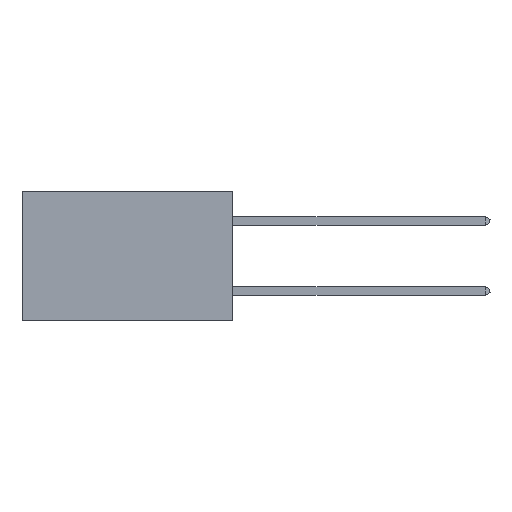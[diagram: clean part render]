
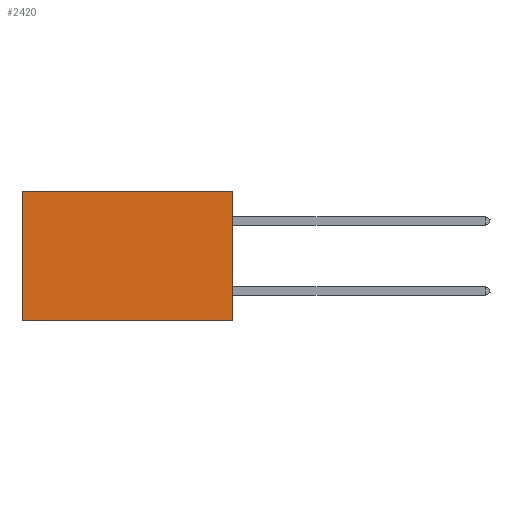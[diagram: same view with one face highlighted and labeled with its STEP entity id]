
A CAD part, left-side view. The second image highlights one B-rep face of the part: STEP entity #2420.
In plain terms, the highlighted planar face has unit normal (-1, 0, 0).
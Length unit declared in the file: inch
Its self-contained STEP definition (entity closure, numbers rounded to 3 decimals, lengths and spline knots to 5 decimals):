
#1364 = LINE ( 'NONE', #29300, #3127 ) ;
#2221 = VECTOR ( 'NONE', #22197, 39.37008 ) ;
#2420 = ADVANCED_FACE ( 'NONE', ( #32332 ), #32807, .F. ) ;
#3127 = VECTOR ( 'NONE', #29070, 39.37008 ) ;
#4950 = EDGE_CURVE ( 'NONE', #18132, #18430, #15736, .T. ) ;
#4997 = DIRECTION ( 'NONE',  ( 1., 0., 0. ) ) ;
#7263 = VERTEX_POINT ( 'NONE', #14395 ) ;
#10752 = CARTESIAN_POINT ( 'NONE',  ( 0.2875, 0.6, -0.37 ) ) ;
#14362 = VECTOR ( 'NONE', #15341, 39.37008 ) ;
#14395 = CARTESIAN_POINT ( 'NONE',  ( 0.2875, 0., -0.37 ) ) ;
#14419 = EDGE_LOOP ( 'NONE', ( #20013, #33714, #29730, #28271 ) ) ;
#15217 = DIRECTION ( 'NONE',  ( 0., 0., -1. ) ) ;
#15341 = DIRECTION ( 'NONE',  ( 0., 1., 0. ) ) ;
#15553 = VERTEX_POINT ( 'NONE', #26613 ) ;
#15602 = EDGE_CURVE ( 'NONE', #7263, #18430, #24346, .T. ) ;
#15736 = LINE ( 'NONE', #30310, #2221 ) ;
#18125 = AXIS2_PLACEMENT_3D ( 'NONE', #29174, #4997, #15217 ) ;
#18132 = VERTEX_POINT ( 'NONE', #31638 ) ;
#18430 = VERTEX_POINT ( 'NONE', #10752 ) ;
#19030 = CARTESIAN_POINT ( 'NONE',  ( 0.2875, 0., 0. ) ) ;
#19286 = EDGE_CURVE ( 'NONE', #15553, #18132, #31018, .T. ) ;
#20013 = ORIENTED_EDGE ( 'NONE', *, *, #4950, .T. ) ;
#22197 = DIRECTION ( 'NONE',  ( 0., 0., -1. ) ) ;
#23642 = VECTOR ( 'NONE', #35177, 39.37008 ) ;
#24346 = LINE ( 'NONE', #29412, #14362 ) ;
#26613 = CARTESIAN_POINT ( 'NONE',  ( 0.2875, 0., 0. ) ) ;
#28271 = ORIENTED_EDGE ( 'NONE', *, *, #19286, .T. ) ;
#29070 = DIRECTION ( 'NONE',  ( 0., 0., -1. ) ) ;
#29174 = CARTESIAN_POINT ( 'NONE',  ( 0.2875, 0., 0. ) ) ;
#29300 = CARTESIAN_POINT ( 'NONE',  ( 0.2875, 0., 0. ) ) ;
#29412 = CARTESIAN_POINT ( 'NONE',  ( 0.2875, 0., -0.37 ) ) ;
#29730 = ORIENTED_EDGE ( 'NONE', *, *, #32467, .F. ) ;
#30310 = CARTESIAN_POINT ( 'NONE',  ( 0.2875, 0.6, 0. ) ) ;
#31018 = LINE ( 'NONE', #19030, #23642 ) ;
#31638 = CARTESIAN_POINT ( 'NONE',  ( 0.2875, 0.6, 0. ) ) ;
#32332 = FACE_OUTER_BOUND ( 'NONE', #14419, .T. ) ;
#32467 = EDGE_CURVE ( 'NONE', #15553, #7263, #1364, .T. ) ;
#32807 = PLANE ( 'NONE',  #18125 ) ;
#33714 = ORIENTED_EDGE ( 'NONE', *, *, #15602, .F. ) ;
#35177 = DIRECTION ( 'NONE',  ( 0., 1., 0. ) ) ;
